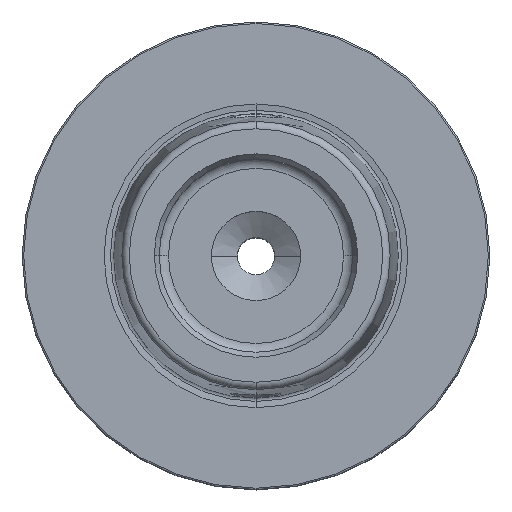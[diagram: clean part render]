
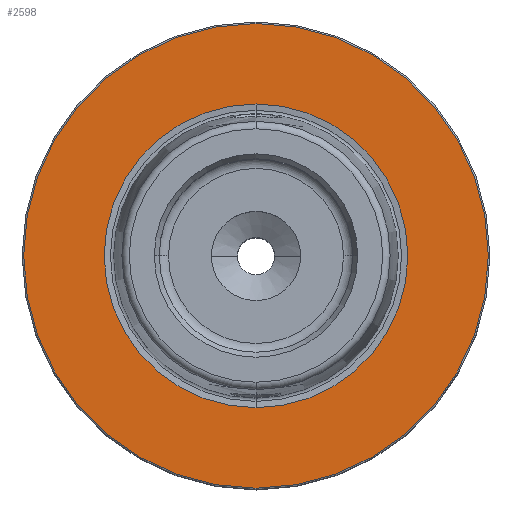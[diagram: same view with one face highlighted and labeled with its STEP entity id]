
A CAD part, top view. The second image highlights one B-rep face of the part: STEP entity #2598.
In plain terms, the highlighted planar face has unit normal (0, 0, 1).
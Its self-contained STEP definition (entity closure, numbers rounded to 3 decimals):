
#169 = EDGE_CURVE ( 'NONE', #3361, #3053, #1580, .T. ) ;
#286 = ORIENTED_EDGE ( 'NONE', *, *, #2203, .T. ) ;
#307 = EDGE_CURVE ( 'NONE', #1271, #1495, #3480, .T. ) ;
#315 = CIRCLE ( 'NONE', #2699, 20.434 ) ;
#366 = EDGE_CURVE ( 'NONE', #1495, #1271, #3343, .T. ) ;
#537 = CARTESIAN_POINT ( 'NONE',  ( 0., 0., 0. ) ) ;
#742 = CARTESIAN_POINT ( 'NONE',  ( 0., -31.27, 0. ) ) ;
#743 = ORIENTED_EDGE ( 'NONE', *, *, #169, .T. ) ;
#905 = CARTESIAN_POINT ( 'NONE',  ( 0., 31.27, 0. ) ) ;
#1045 = DIRECTION ( 'NONE',  ( 0., -1., 0. ) ) ;
#1271 = VERTEX_POINT ( 'NONE', #905 ) ;
#1401 = CARTESIAN_POINT ( 'NONE',  ( 0., 0., 0. ) ) ;
#1435 = PLANE ( 'NONE',  #3515 ) ;
#1495 = VERTEX_POINT ( 'NONE', #742 ) ;
#1580 = CIRCLE ( 'NONE', #1785, 20.434 ) ;
#1589 = CARTESIAN_POINT ( 'NONE',  ( 0., -20.434, 0. ) ) ;
#1594 = DIRECTION ( 'NONE',  ( 0., 0., 1. ) ) ;
#1701 = FACE_BOUND ( 'NONE', #3279, .T. ) ;
#1785 = AXIS2_PLACEMENT_3D ( 'NONE', #537, #1841, #3125 ) ;
#1841 = DIRECTION ( 'NONE',  ( 0., 0., -1. ) ) ;
#2005 = DIRECTION ( 'NONE',  ( 0., 0., 1. ) ) ;
#2189 = AXIS2_PLACEMENT_3D ( 'NONE', #2260, #1594, #2600 ) ;
#2203 = EDGE_CURVE ( 'NONE', #3053, #3361, #315, .T. ) ;
#2260 = CARTESIAN_POINT ( 'NONE',  ( 0., 0., 0. ) ) ;
#2598 = ADVANCED_FACE ( 'NONE', ( #3318, #1701 ), #1435, .T. ) ;
#2600 = DIRECTION ( 'NONE',  ( 0., -1., 0. ) ) ;
#2682 = DIRECTION ( 'NONE',  ( 0., 0., -1. ) ) ;
#2699 = AXIS2_PLACEMENT_3D ( 'NONE', #1401, #2682, #3954 ) ;
#2951 = DIRECTION ( 'NONE',  ( 0., -1., 0. ) ) ;
#2957 = ORIENTED_EDGE ( 'NONE', *, *, #366, .T. ) ;
#3053 = VERTEX_POINT ( 'NONE', #3901 ) ;
#3125 = DIRECTION ( 'NONE',  ( 0., 1., 0. ) ) ;
#3279 = EDGE_LOOP ( 'NONE', ( #743, #286 ) ) ;
#3294 = CARTESIAN_POINT ( 'NONE',  ( 0., 0., 0. ) ) ;
#3318 = FACE_OUTER_BOUND ( 'NONE', #3680, .T. ) ;
#3336 = DIRECTION ( 'NONE',  ( 0., 0., 1. ) ) ;
#3343 = CIRCLE ( 'NONE', #3816, 31.27 ) ;
#3361 = VERTEX_POINT ( 'NONE', #1589 ) ;
#3390 = ORIENTED_EDGE ( 'NONE', *, *, #307, .T. ) ;
#3480 = CIRCLE ( 'NONE', #2189, 31.27 ) ;
#3515 = AXIS2_PLACEMENT_3D ( 'NONE', #3935, #3336, #2951 ) ;
#3680 = EDGE_LOOP ( 'NONE', ( #2957, #3390 ) ) ;
#3816 = AXIS2_PLACEMENT_3D ( 'NONE', #3294, #2005, #1045 ) ;
#3901 = CARTESIAN_POINT ( 'NONE',  ( 0., 20.434, 0. ) ) ;
#3935 = CARTESIAN_POINT ( 'NONE',  ( 0., 31.47, 0. ) ) ;
#3954 = DIRECTION ( 'NONE',  ( 0., 1., 0. ) ) ;
